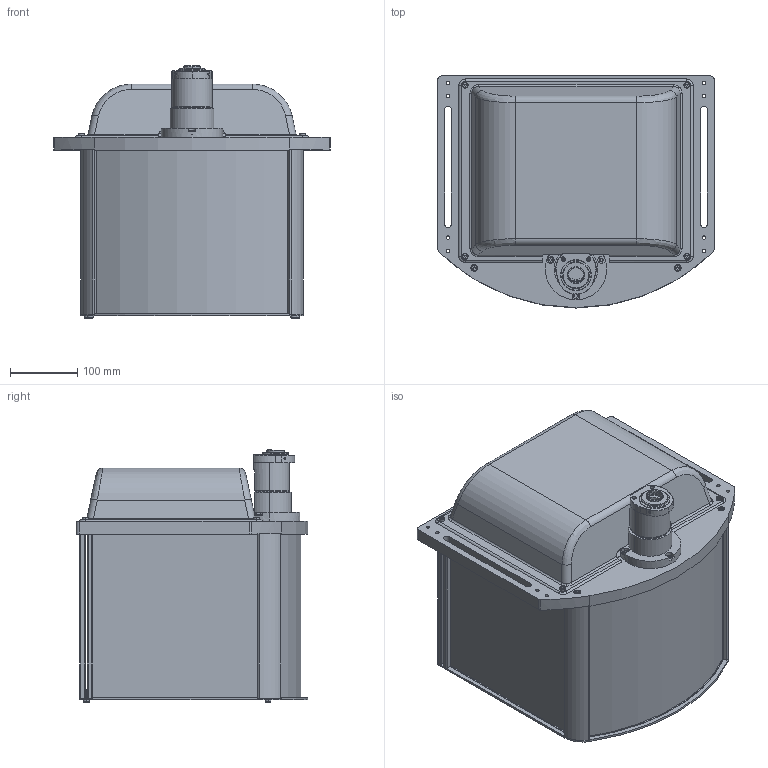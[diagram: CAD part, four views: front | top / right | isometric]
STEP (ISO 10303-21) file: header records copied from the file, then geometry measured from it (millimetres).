
FILE_DESCRIPTION (( 'STEP AP203' ), '1' );
FILE_NAME ('TCCP3MHR192.step', '2019-01-29T09:00:53', ( '' ), ( '' ), 'SwSTEP 2.0', 'SolidWorks 2018', '' );
FILE_SCHEMA (( 'CONFIG_CONTROL_DESIGN' ));
Length unit declared in the file: millimetre
Products named in the file (1): TCCP3MHR192
Bounding box: 410.34 x 344.11 x 374.54 mm (x, y, z)
Surface area: 828286.6 mm2 (no closed solid volume)
Topology: 0 solids, 58 shells, 477 faces, 2057 edges, 1620 vertices
Faces by surface type: cylinder 230, plane 196, torus 24, bspline 15, cone 12
Entity records: 22660 total; most frequent: CARTESIAN_POINT 5480, DIRECTION 3820, ORIENTED_EDGE 2885, EDGE_CURVE 2053, VERTEX_POINT 1620, AXIS2_PLACEMENT_3D 1377, LINE 1066, VECTOR 1066
